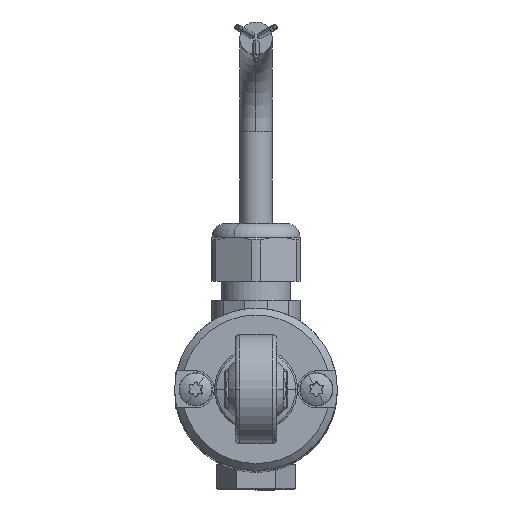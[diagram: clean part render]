
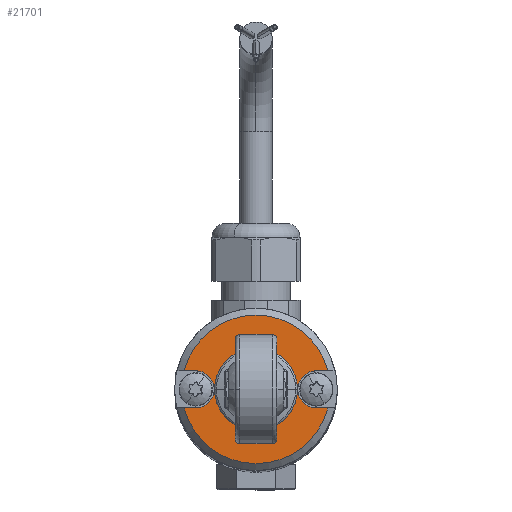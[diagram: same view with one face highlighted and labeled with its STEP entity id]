
A CAD part, top view. The second image highlights one B-rep face of the part: STEP entity #21701.
In plain terms, the highlighted planar face has unit normal (0, 0, 1).
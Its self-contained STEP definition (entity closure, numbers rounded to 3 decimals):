
#74 = FACE_OUTER_BOUND ( 'NONE', #3029, .T. ) ;
#1059 = EDGE_CURVE ( 'NONE', #29380, #23663, #44318, .T. ) ;
#1828 = CARTESIAN_POINT ( 'NONE',  ( -13., 4., 208.3 ) ) ;
#2685 = EDGE_CURVE ( 'NONE', #12030, #12020, #20143, .T. ) ;
#3029 = EDGE_LOOP ( 'NONE', ( #18036, #42503, #41241, #25930, #30452, #28468, #21781, #11156, #12963 ) ) ;
#5430 = CIRCLE ( 'NONE', #24685, 7.482 ) ;
#5715 = CARTESIAN_POINT ( 'NONE',  ( 13., -4., 208.3 ) ) ;
#6142 = DIRECTION ( 'NONE',  ( 0., 0., 1. ) ) ;
#6291 = DIRECTION ( 'NONE',  ( 0., 0., -1. ) ) ;
#6489 = DIRECTION ( 'NONE',  ( 0., 0., -1. ) ) ;
#6575 = CARTESIAN_POINT ( 'NONE',  ( 0., 0., 208.3 ) ) ;
#6852 = PLANE ( 'NONE',  #15602 ) ;
#7472 = ORIENTED_EDGE ( 'NONE', *, *, #31300, .T. ) ;
#7611 = DIRECTION ( 'NONE',  ( 0., 0., 1. ) ) ;
#8767 = EDGE_CURVE ( 'NONE', #12020, #27627, #48468, .T. ) ;
#8800 = CIRCLE ( 'NONE', #38277, 16. ) ;
#10156 = FACE_BOUND ( 'NONE', #25050, .T. ) ;
#10303 = DIRECTION ( 'NONE',  ( 1., 0., 0. ) ) ;
#10566 = DIRECTION ( 'NONE',  ( 0., 0., 1. ) ) ;
#11134 = CARTESIAN_POINT ( 'NONE',  ( 13., -4., 208.3 ) ) ;
#11156 = ORIENTED_EDGE ( 'NONE', *, *, #1059, .F. ) ;
#12020 = VERTEX_POINT ( 'NONE', #46785 ) ;
#12030 = VERTEX_POINT ( 'NONE', #20638 ) ;
#12526 = ORIENTED_EDGE ( 'NONE', *, *, #22056, .T. ) ;
#12963 = ORIENTED_EDGE ( 'NONE', *, *, #26506, .F. ) ;
#13269 = VERTEX_POINT ( 'NONE', #16967 ) ;
#14220 = DIRECTION ( 'NONE',  ( 0., 0., 1. ) ) ;
#15602 = AXIS2_PLACEMENT_3D ( 'NONE', #33022, #10566, #36785 ) ;
#16067 = DIRECTION ( 'NONE',  ( 0., 0., 1. ) ) ;
#16255 = CARTESIAN_POINT ( 'NONE',  ( 7.482, 0., 208.3 ) ) ;
#16316 = VERTEX_POINT ( 'NONE', #16255 ) ;
#16967 = CARTESIAN_POINT ( 'NONE',  ( -13., 4., 208.3 ) ) ;
#17593 = EDGE_CURVE ( 'NONE', #12030, #23663, #8800, .T. ) ;
#18036 = ORIENTED_EDGE ( 'NONE', *, *, #43680, .F. ) ;
#19412 = CARTESIAN_POINT ( 'NONE',  ( 0., 4., 208.3 ) ) ;
#19790 = VECTOR ( 'NONE', #35625, 1000. ) ;
#20079 = AXIS2_PLACEMENT_3D ( 'NONE', #28685, #6291, #32477 ) ;
#20143 = LINE ( 'NONE', #40347, #47560 ) ;
#20228 = AXIS2_PLACEMENT_3D ( 'NONE', #38419, #16067, #42241 ) ;
#20638 = CARTESIAN_POINT ( 'NONE',  ( -15.492, -4., 208.3 ) ) ;
#21701 = ADVANCED_FACE ( 'NONE', ( #10156, #74 ), #6852, .T. ) ;
#21781 = ORIENTED_EDGE ( 'NONE', *, *, #17593, .T. ) ;
#21954 = VECTOR ( 'NONE', #41838, 1000. ) ;
#22056 = EDGE_CURVE ( 'NONE', #16316, #37868, #5430, .T. ) ;
#22198 = CARTESIAN_POINT ( 'NONE',  ( 15.492, -4., 208.3 ) ) ;
#23093 = EDGE_CURVE ( 'NONE', #27627, #13269, #42213, .T. ) ;
#23663 = VERTEX_POINT ( 'NONE', #22198 ) ;
#23987 = CARTESIAN_POINT ( 'NONE',  ( -15.492, 4., 208.3 ) ) ;
#24685 = AXIS2_PLACEMENT_3D ( 'NONE', #28871, #6489, #32669 ) ;
#24949 = CIRCLE ( 'NONE', #20079, 7.482 ) ;
#25050 = EDGE_LOOP ( 'NONE', ( #12526, #7472 ) ) ;
#25930 = ORIENTED_EDGE ( 'NONE', *, *, #23093, .F. ) ;
#25983 = DIRECTION ( 'NONE',  ( 1., 0., 0. ) ) ;
#26238 = VERTEX_POINT ( 'NONE', #36988 ) ;
#26506 = EDGE_CURVE ( 'NONE', #26238, #29380, #38227, .T. ) ;
#27550 = AXIS2_PLACEMENT_3D ( 'NONE', #36627, #14220, #40397 ) ;
#27627 = VERTEX_POINT ( 'NONE', #44045 ) ;
#28468 = ORIENTED_EDGE ( 'NONE', *, *, #2685, .F. ) ;
#28561 = CARTESIAN_POINT ( 'NONE',  ( -13., 0., 208.3 ) ) ;
#28685 = CARTESIAN_POINT ( 'NONE',  ( 0., 0., 208.3 ) ) ;
#28871 = CARTESIAN_POINT ( 'NONE',  ( 0., 0., 208.3 ) ) ;
#29380 = VERTEX_POINT ( 'NONE', #5715 ) ;
#29654 = LINE ( 'NONE', #1828, #19790 ) ;
#30014 = CARTESIAN_POINT ( 'NONE',  ( 0., 0., 208.3 ) ) ;
#30355 = DIRECTION ( 'NONE',  ( 1., 0., 0. ) ) ;
#30452 = ORIENTED_EDGE ( 'NONE', *, *, #8767, .F. ) ;
#30828 = EDGE_CURVE ( 'NONE', #13269, #34909, #29654, .T. ) ;
#31300 = EDGE_CURVE ( 'NONE', #37868, #16316, #24949, .T. ) ;
#31397 = AXIS2_PLACEMENT_3D ( 'NONE', #28561, #6142, #32337 ) ;
#31892 = LINE ( 'NONE', #19412, #21954 ) ;
#32187 = VERTEX_POINT ( 'NONE', #43182 ) ;
#32337 = DIRECTION ( 'NONE',  ( 1., 0., 0. ) ) ;
#32477 = DIRECTION ( 'NONE',  ( 1., 0., 0. ) ) ;
#32669 = DIRECTION ( 'NONE',  ( 1., 0., 0. ) ) ;
#32752 = DIRECTION ( 'NONE',  ( 0., 0., 1. ) ) ;
#33022 = CARTESIAN_POINT ( 'NONE',  ( 0., 0., 208.3 ) ) ;
#33496 = CARTESIAN_POINT ( 'NONE',  ( -7.482, 0., 208.3 ) ) ;
#33795 = DIRECTION ( 'NONE',  ( 1., 0., 0. ) ) ;
#34329 = VECTOR ( 'NONE', #30355, 1000. ) ;
#34909 = VERTEX_POINT ( 'NONE', #23987 ) ;
#35625 = DIRECTION ( 'NONE',  ( -1., 0., 0. ) ) ;
#36627 = CARTESIAN_POINT ( 'NONE',  ( -13., 0., 208.3 ) ) ;
#36785 = DIRECTION ( 'NONE',  ( 1., 0., 0. ) ) ;
#36988 = CARTESIAN_POINT ( 'NONE',  ( 13., 4., 208.3 ) ) ;
#37868 = VERTEX_POINT ( 'NONE', #33496 ) ;
#38227 = CIRCLE ( 'NONE', #20228, 4. ) ;
#38277 = AXIS2_PLACEMENT_3D ( 'NONE', #6575, #32752, #10303 ) ;
#38419 = CARTESIAN_POINT ( 'NONE',  ( 13., 0., 208.3 ) ) ;
#38478 = CIRCLE ( 'NONE', #42200, 16. ) ;
#40347 = CARTESIAN_POINT ( 'NONE',  ( 0., -4., 208.3 ) ) ;
#40397 = DIRECTION ( 'NONE',  ( 1., 0., 0. ) ) ;
#41241 = ORIENTED_EDGE ( 'NONE', *, *, #30828, .F. ) ;
#41838 = DIRECTION ( 'NONE',  ( -1., 0., 0. ) ) ;
#42200 = AXIS2_PLACEMENT_3D ( 'NONE', #30014, #7611, #33795 ) ;
#42213 = CIRCLE ( 'NONE', #27550, 4. ) ;
#42241 = DIRECTION ( 'NONE',  ( -1., 0., 0. ) ) ;
#42502 = EDGE_CURVE ( 'NONE', #32187, #34909, #38478, .T. ) ;
#42503 = ORIENTED_EDGE ( 'NONE', *, *, #42502, .T. ) ;
#43182 = CARTESIAN_POINT ( 'NONE',  ( 15.492, 4., 208.3 ) ) ;
#43680 = EDGE_CURVE ( 'NONE', #32187, #26238, #31892, .T. ) ;
#44045 = CARTESIAN_POINT ( 'NONE',  ( -9., 0., 208.3 ) ) ;
#44318 = LINE ( 'NONE', #11134, #34329 ) ;
#46785 = CARTESIAN_POINT ( 'NONE',  ( -13., -4., 208.3 ) ) ;
#47560 = VECTOR ( 'NONE', #25983, 1000. ) ;
#48468 = CIRCLE ( 'NONE', #31397, 4. ) ;
